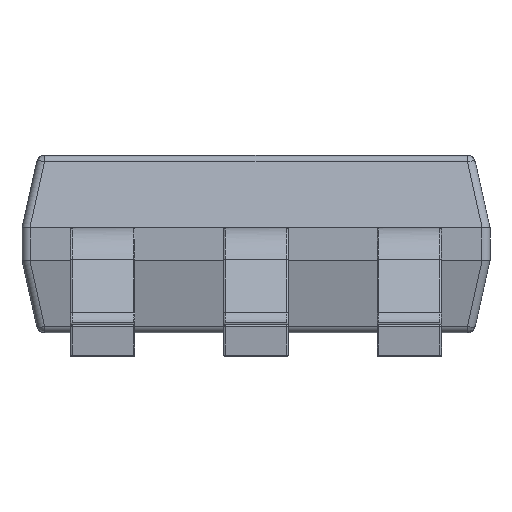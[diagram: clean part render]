
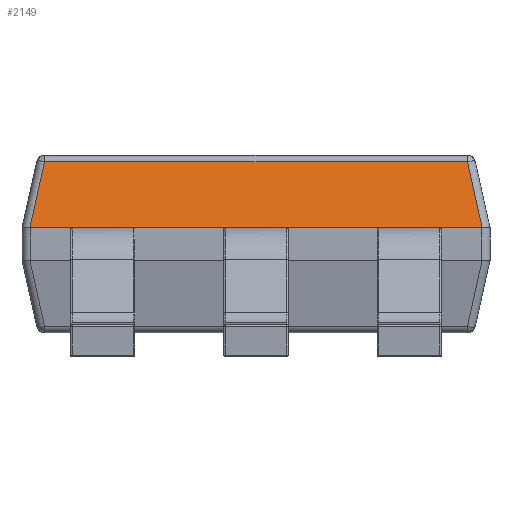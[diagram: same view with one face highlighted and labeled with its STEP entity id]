
A CAD part, left-side view. The second image highlights one B-rep face of the part: STEP entity #2149.
In plain terms, the highlighted free-form (B-spline) face has degree [1, 1] with [2, 2] control points.
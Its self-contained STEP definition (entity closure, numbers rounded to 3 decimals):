
#1851 = EDGE_CURVE('',#1852,#1854,#1856,.T.);
#1852 = VERTEX_POINT('',#1853);
#1853 = CARTESIAN_POINT('',(-0.8,-1.4,0.813));
#1854 = VERTEX_POINT('',#1855);
#1855 = CARTESIAN_POINT('',(-0.8,1.4,0.813));
#1856 = B_SPLINE_CURVE_WITH_KNOTS('',1,(#1857,#1858),.UNSPECIFIED.,.F.,
  .F.,(2,2),(-2.85,-0.05),.PIECEWISE_BEZIER_KNOTS.);
#1857 = CARTESIAN_POINT('',(-0.8,-1.4,0.813));
#1858 = CARTESIAN_POINT('',(-0.8,1.4,0.813));
#2149 = ADVANCED_FACE('',(#2150),#2190,.T.);
#2150 = FACE_BOUND('',#2151,.T.);
#2151 = EDGE_LOOP('',(#2152,#2161,#2168,#2169,#2178,#2185));
#2152 = ORIENTED_EDGE('',*,*,#2153,.T.);
#2153 = EDGE_CURVE('',#2154,#2156,#2158,.T.);
#2154 = VERTEX_POINT('',#2155);
#2155 = CARTESIAN_POINT('',(-0.709,1.31,
    1.224));
#2156 = VERTEX_POINT('',#2157);
#2157 = CARTESIAN_POINT('',(-0.8,1.401,0.813
    ));
#2158 = B_SPLINE_CURVE_WITH_KNOTS('',1,(#2159,#2160),.UNSPECIFIED.,.F.,
  .F.,(2,2),(0.317,0.747),.PIECEWISE_BEZIER_KNOTS.);
#2159 = CARTESIAN_POINT('',(-0.709,1.31,
    1.224));
#2160 = CARTESIAN_POINT('',(-0.8,1.401,0.813
    ));
#2161 = ORIENTED_EDGE('',*,*,#2162,.T.);
#2162 = EDGE_CURVE('',#2156,#1854,#2163,.T.);
#2163 = ( BOUNDED_CURVE() B_SPLINE_CURVE(3,(#2164,#2165,#2166,#2167),
.UNSPECIFIED.,.F.,.F.) B_SPLINE_CURVE_WITH_KNOTS((4,4),(6.26,
6.283),.PIECEWISE_BEZIER_KNOTS.) CURVE() 
GEOMETRIC_REPRESENTATION_ITEM() RATIONAL_B_SPLINE_CURVE((1.,
1.,1.,1.)) REPRESENTATION_ITEM('') );
#2164 = CARTESIAN_POINT('',(-0.8,1.401,0.813
    ));
#2165 = CARTESIAN_POINT('',(-0.8,1.401,0.813)
  );
#2166 = CARTESIAN_POINT('',(-0.8,1.4,0.813));
#2167 = CARTESIAN_POINT('',(-0.8,1.4,0.813));
#2168 = ORIENTED_EDGE('',*,*,#1851,.F.);
#2169 = ORIENTED_EDGE('',*,*,#2170,.T.);
#2170 = EDGE_CURVE('',#1852,#2171,#2173,.T.);
#2171 = VERTEX_POINT('',#2172);
#2172 = CARTESIAN_POINT('',(-0.8,-1.401,
    0.813));
#2173 = ( BOUNDED_CURVE() B_SPLINE_CURVE(3,(#2174,#2175,#2176,#2177),
.UNSPECIFIED.,.F.,.F.) B_SPLINE_CURVE_WITH_KNOTS((4,4),(
    0.,0.024),.PIECEWISE_BEZIER_KNOTS.) 
CURVE() GEOMETRIC_REPRESENTATION_ITEM() RATIONAL_B_SPLINE_CURVE((1.,
1.,1.,1.)) REPRESENTATION_ITEM('') );
#2174 = CARTESIAN_POINT('',(-0.8,-1.4,0.813));
#2175 = CARTESIAN_POINT('',(-0.8,-1.4,0.813));
#2176 = CARTESIAN_POINT('',(-0.8,-1.401,0.813
    ));
#2177 = CARTESIAN_POINT('',(-0.8,-1.401,
    0.813));
#2178 = ORIENTED_EDGE('',*,*,#2179,.T.);
#2179 = EDGE_CURVE('',#2171,#2180,#2182,.T.);
#2180 = VERTEX_POINT('',#2181);
#2181 = CARTESIAN_POINT('',(-0.709,-1.31,
    1.224));
#2182 = B_SPLINE_CURVE_WITH_KNOTS('',1,(#2183,#2184),.UNSPECIFIED.,.F.,
  .F.,(2,2),(-0.747,-0.317),.PIECEWISE_BEZIER_KNOTS.);
#2183 = CARTESIAN_POINT('',(-0.8,-1.401,
    0.813));
#2184 = CARTESIAN_POINT('',(-0.709,-1.31,
    1.224));
#2185 = ORIENTED_EDGE('',*,*,#2186,.T.);
#2186 = EDGE_CURVE('',#2180,#2154,#2187,.T.);
#2187 = B_SPLINE_CURVE_WITH_KNOTS('',1,(#2188,#2189),.UNSPECIFIED.,.F.,
  .F.,(2,2),(-1.31,1.31),.PIECEWISE_BEZIER_KNOTS.);
#2188 = CARTESIAN_POINT('',(-0.709,-1.31,
    1.224));
#2189 = CARTESIAN_POINT('',(-0.709,1.31,
    1.224));
#2190 = B_SPLINE_SURFACE_WITH_KNOTS('',1,1,(
    (#2191,#2192)
    ,(#2193,#2194
    )),.UNSPECIFIED.,.F.,.F.,.F.,(2,2),(2,2),(-1.401,
    1.401),(0.04,0.461),
  .PIECEWISE_BEZIER_KNOTS.);
#2191 = CARTESIAN_POINT('',(-0.709,-1.401,
    1.224));
#2192 = CARTESIAN_POINT('',(-0.8,-1.401,0.813));
#2193 = CARTESIAN_POINT('',(-0.709,1.401,
    1.224));
#2194 = CARTESIAN_POINT('',(-0.8,1.401,0.813));
